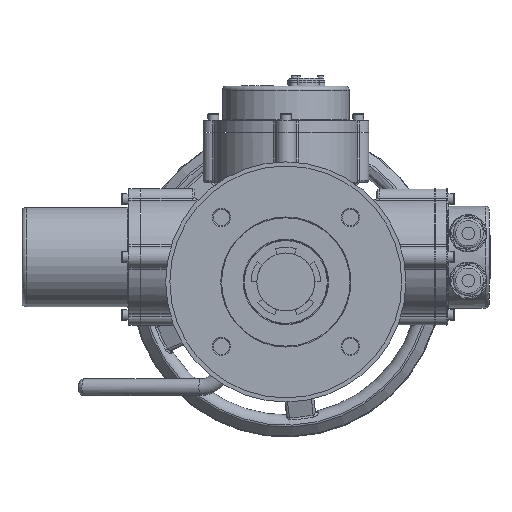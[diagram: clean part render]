
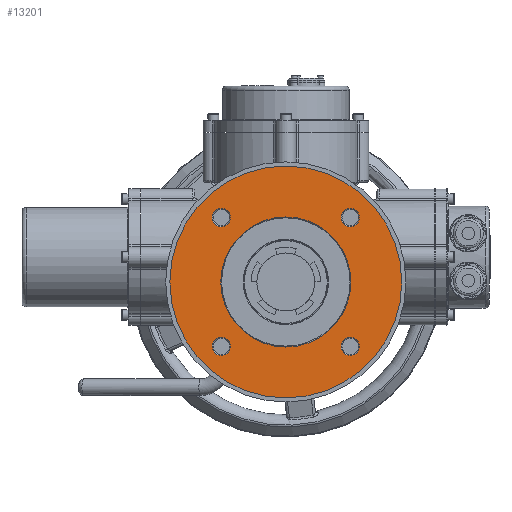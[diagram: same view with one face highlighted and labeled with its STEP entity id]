
A CAD part, front view. The second image highlights one B-rep face of the part: STEP entity #13201.
In plain terms, the highlighted planar face has unit normal (0, -1, 0).
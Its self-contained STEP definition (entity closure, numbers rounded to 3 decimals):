
#720=CIRCLE('',#14162,78.5);
#721=CIRCLE('',#14164,140.);
#722=CIRCLE('',#14165,11.);
#723=CIRCLE('',#14166,11.);
#724=CIRCLE('',#14167,11.);
#725=CIRCLE('',#14168,11.);
#2336=FACE_BOUND('',#3444,.T.);
#2337=FACE_BOUND('',#3445,.T.);
#2338=FACE_BOUND('',#3446,.T.);
#2339=FACE_BOUND('',#3447,.T.);
#2340=FACE_BOUND('',#3448,.T.);
#2620=FACE_OUTER_BOUND('',#3443,.T.);
#3443=EDGE_LOOP('',(#9381));
#3444=EDGE_LOOP('',(#9382));
#3445=EDGE_LOOP('',(#9383));
#3446=EDGE_LOOP('',(#9384));
#3447=EDGE_LOOP('',(#9385));
#3448=EDGE_LOOP('',(#9386));
#5962=VERTEX_POINT('',#20629);
#5963=VERTEX_POINT('',#20633);
#5964=VERTEX_POINT('',#20635);
#5965=VERTEX_POINT('',#20637);
#5966=VERTEX_POINT('',#20639);
#5967=VERTEX_POINT('',#20641);
#7245=EDGE_CURVE('',#5962,#5962,#720,.T.);
#7246=EDGE_CURVE('',#5963,#5963,#721,.T.);
#7247=EDGE_CURVE('',#5964,#5964,#722,.T.);
#7248=EDGE_CURVE('',#5965,#5965,#723,.T.);
#7249=EDGE_CURVE('',#5966,#5966,#724,.T.);
#7250=EDGE_CURVE('',#5967,#5967,#725,.T.);
#9381=ORIENTED_EDGE('',*,*,#7246,.T.);
#9382=ORIENTED_EDGE('',*,*,#7247,.F.);
#9383=ORIENTED_EDGE('',*,*,#7248,.F.);
#9384=ORIENTED_EDGE('',*,*,#7249,.F.);
#9385=ORIENTED_EDGE('',*,*,#7250,.F.);
#9386=ORIENTED_EDGE('',*,*,#7245,.F.);
#12962=PLANE('',#14163);
#13201=ADVANCED_FACE('',(#2620,#2336,#2337,#2338,#2339,#2340),#12962,.T.);
#14162=AXIS2_PLACEMENT_3D('',#20631,#16079,#16080);
#14163=AXIS2_PLACEMENT_3D('',#20632,#16081,#16082);
#14164=AXIS2_PLACEMENT_3D('',#20634,#16083,#16084);
#14165=AXIS2_PLACEMENT_3D('',#20636,#16085,#16086);
#14166=AXIS2_PLACEMENT_3D('',#20638,#16087,#16088);
#14167=AXIS2_PLACEMENT_3D('',#20640,#16089,#16090);
#14168=AXIS2_PLACEMENT_3D('',#20642,#16091,#16092);
#16079=DIRECTION('center_axis',(0.,-1.,0.));
#16080=DIRECTION('ref_axis',(-1.,0.,0.));
#16081=DIRECTION('center_axis',(0.,-1.,0.));
#16082=DIRECTION('ref_axis',(0.,0.,-1.));
#16083=DIRECTION('center_axis',(0.,-1.,0.));
#16084=DIRECTION('ref_axis',(-1.,0.,0.));
#16085=DIRECTION('center_axis',(0.,-1.,0.));
#16086=DIRECTION('ref_axis',(-1.,0.,0.));
#16087=DIRECTION('center_axis',(0.,-1.,0.));
#16088=DIRECTION('ref_axis',(-1.,0.,0.));
#16089=DIRECTION('center_axis',(0.,-1.,0.));
#16090=DIRECTION('ref_axis',(-1.,0.,0.));
#16091=DIRECTION('center_axis',(0.,-1.,0.));
#16092=DIRECTION('ref_axis',(-1.,0.,0.));
#20629=CARTESIAN_POINT('',(78.5,-22.,0.));
#20631=CARTESIAN_POINT('Origin',(0.,-22.,0.));
#20632=CARTESIAN_POINT('Origin',(0.,-22.,0.));
#20633=CARTESIAN_POINT('',(140.,-22.,0.));
#20634=CARTESIAN_POINT('Origin',(0.,-22.,0.));
#20635=CARTESIAN_POINT('',(88.782,-22.,-77.782));
#20636=CARTESIAN_POINT('Origin',(77.782,-22.,-77.782));
#20637=CARTESIAN_POINT('',(88.782,-22.,77.782));
#20638=CARTESIAN_POINT('Origin',(77.782,-22.,77.782));
#20639=CARTESIAN_POINT('',(-66.782,-22.,77.782));
#20640=CARTESIAN_POINT('Origin',(-77.782,-22.,77.782));
#20641=CARTESIAN_POINT('',(-66.782,-22.,-77.782));
#20642=CARTESIAN_POINT('Origin',(-77.782,-22.,-77.782));
